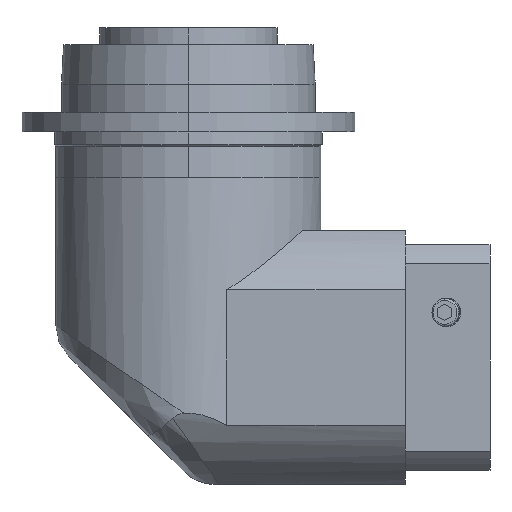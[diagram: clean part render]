
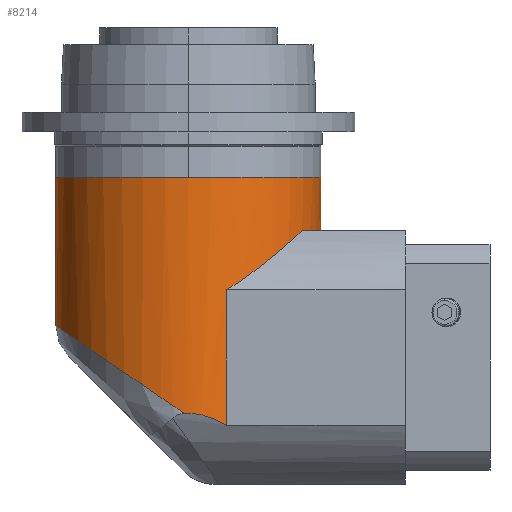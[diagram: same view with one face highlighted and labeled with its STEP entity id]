
A CAD part, left-side view. The second image highlights one B-rep face of the part: STEP entity #8214.
In plain terms, the highlighted cylindrical face has radius 47 mm (diameter 94 mm), a partial arc.
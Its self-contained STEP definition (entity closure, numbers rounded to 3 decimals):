
#244 = ORIENTED_EDGE ( 'NONE', *, *, #7656, .T. ) ;
#722 = CARTESIAN_POINT ( 'NONE',  ( -24., -40.41, -20. ) ) ;
#873 = CARTESIAN_POINT ( 'NONE',  ( -46.98, 1.38, -84.847 ) ) ;
#896 = CARTESIAN_POINT ( 'NONE',  ( -46.999, 0.722, -84.801 ) ) ;
#907 = CARTESIAN_POINT ( 'NONE',  ( -47.005, 0.06, -84.788 ) ) ;
#921 = CARTESIAN_POINT ( 'NONE',  ( -46.992, -0.942, -84.819 ) ) ;
#926 = CARTESIAN_POINT ( 'NONE',  ( -46.984, -1.277, -84.837 ) ) ;
#959 = CARTESIAN_POINT ( 'NONE',  ( -46.961, -1.941, -84.891 ) ) ;
#982 = CARTESIAN_POINT ( 'NONE',  ( -46.946, -2.271, -84.926 ) ) ;
#990 = CARTESIAN_POINT ( 'NONE',  ( -46.855, -3.91, -85.139 ) ) ;
#1011 = CARTESIAN_POINT ( 'NONE',  ( -46.73, -5.191, -85.433 ) ) ;
#1031 = CARTESIAN_POINT ( 'NONE',  ( -46.469, -7.076, -86.017 ) ) ;
#1050 = VERTEX_POINT ( 'NONE', #7269 ) ;
#1080 = CARTESIAN_POINT ( 'NONE',  ( -46.369, -7.7, -86.236 ) ) ;
#1086 = CARTESIAN_POINT ( 'NONE',  ( -46.149, -8.925, -86.71 ) ) ;
#1115 = CARTESIAN_POINT ( 'NONE',  ( -46.028, -9.526, -86.965 ) ) ;
#1136 = CARTESIAN_POINT ( 'NONE',  ( -45.637, -11.301, -87.773 ) ) ;
#1189 = VECTOR ( 'NONE', #5017, 1000. ) ;
#1254 = DIRECTION ( 'NONE',  ( 0., 0., -1. ) ) ;
#1297 = B_SPLINE_CURVE_WITH_KNOTS ( 'NONE', 3,
 ( #9268, #3467, #3534, #10020, #7466, #7658, #6887, #5827, #2332, #4224, #7696, #8460, #6135, #6992, #6846, #2875, #6236, #5895, #5067, #5360 ),
 .UNSPECIFIED., .F., .F.,
 ( 4, 2, 2, 2, 2, 2, 2, 2, 2, 4 ),
 ( 0.188, 0.198, 0.203, 0.206, 0.208, 0.213, 0.219, 0.221, 0.224, 0.229 ),
 .UNSPECIFIED. ) ;
#1312 = CARTESIAN_POINT ( 'NONE',  ( -45., -13.565, -89. ) ) ;
#1376 = CARTESIAN_POINT ( 'NONE',  ( -45.337, -12.447, -88.368 ) ) ;
#1883 = EDGE_CURVE ( 'NONE', #1932, #5316, #1297, .T. ) ;
#1889 = EDGE_CURVE ( 'NONE', #9119, #6964, #9053, .T. ) ;
#1932 = VERTEX_POINT ( 'NONE', #722 ) ;
#1984 = AXIS2_PLACEMENT_3D ( 'NONE', #2299, #3110, #9151 ) ;
#2036 = ORIENTED_EDGE ( 'NONE', *, *, #7313, .F. ) ;
#2271 = LINE ( 'NONE', #3545, #6228 ) ;
#2299 = CARTESIAN_POINT ( 'NONE',  ( 0., 0., -1. ) ) ;
#2332 = CARTESIAN_POINT ( 'NONE',  ( -36.727, -29.337, -29.609 ) ) ;
#2406 = CARTESIAN_POINT ( 'NONE',  ( -45., -13.565, -89. ) ) ;
#2409 = EDGE_CURVE ( 'NONE', #9977, #4111, #2435, .T. ) ;
#2435 =( BOUNDED_CURVE ( )  B_SPLINE_CURVE ( 3, ( #8046, #8930, #7184, #6518 ),
 .UNSPECIFIED., .F., .F. ) 
 B_SPLINE_CURVE_WITH_KNOTS ( ( 4, 4 ),
 ( 3.142, 4.683 ),
 .UNSPECIFIED. ) 
 CURVE ( )  GEOMETRIC_REPRESENTATION_ITEM ( )  RATIONAL_B_SPLINE_CURVE ( ( 1., 0.812, 0.812, 1. ) ) 
 REPRESENTATION_ITEM ( '' )  );
#2445 = CARTESIAN_POINT ( 'NONE',  ( -45., -13.565, -110. ) ) ;
#2455 = ORIENTED_EDGE ( 'NONE', *, *, #2409, .T. ) ;
#2532 = DIRECTION ( 'NONE',  ( 0., 0., 1. ) ) ;
#2875 = CARTESIAN_POINT ( 'NONE',  ( -42.967, -19.062, -37.52 ) ) ;
#2941 = EDGE_CURVE ( 'NONE', #1050, #1932, #4271, .T. ) ;
#2974 = DIRECTION ( 'NONE',  ( 1., 0., 0. ) ) ;
#3068 = VERTEX_POINT ( 'NONE', #2406 ) ;
#3092 = ORIENTED_EDGE ( 'NONE', *, *, #1883, .F. ) ;
#3110 = DIRECTION ( 'NONE',  ( 0., 0., -1. ) ) ;
#3467 = CARTESIAN_POINT ( 'NONE',  ( -26.67, -38.825, -21.424 ) ) ;
#3534 = CARTESIAN_POINT ( 'NONE',  ( -29.071, -37.046, -23.006 ) ) ;
#3535 = DIRECTION ( 'NONE',  ( 0., 0., -1. ) ) ;
#3545 = CARTESIAN_POINT ( 'NONE',  ( 0., 47., -110. ) ) ;
#4111 = VERTEX_POINT ( 'NONE', #4939 ) ;
#4123 = CARTESIAN_POINT ( 'NONE',  ( 0., -47., -110. ) ) ;
#4224 = CARTESIAN_POINT ( 'NONE',  ( -38.034, -27.648, -31. ) ) ;
#4271 = CIRCLE ( 'NONE', #10091, 47. ) ;
#4415 = DIRECTION ( 'NONE',  ( 0., 0., -1. ) ) ;
#4939 = CARTESIAN_POINT ( 'NONE',  ( -46.98, 1.38, -84.847 ) ) ;
#5017 = DIRECTION ( 'NONE',  ( 0., 0., -1. ) ) ;
#5067 = CARTESIAN_POINT ( 'NONE',  ( -44.568, -14.998, -40.19 ) ) ;
#5316 = VERTEX_POINT ( 'NONE', #8429 ) ;
#5360 = CARTESIAN_POINT ( 'NONE',  ( -45., -13.565, -41. ) ) ;
#5452 = AXIS2_PLACEMENT_3D ( 'NONE', #7551, #1254, #6779 ) ;
#5507 = CARTESIAN_POINT ( 'NONE',  ( 0., 0., -20. ) ) ;
#5693 = CYLINDRICAL_SURFACE ( 'NONE', #5452, 47. ) ;
#5827 = CARTESIAN_POINT ( 'NONE',  ( -36.277, -29.892, -29.147 ) ) ;
#5895 = CARTESIAN_POINT ( 'NONE',  ( -44.077, -16.38, -39.323 ) ) ;
#5941 = FACE_OUTER_BOUND ( 'NONE', #8163, .T. ) ;
#6135 = CARTESIAN_POINT ( 'NONE',  ( -41.072, -22.893, -34.745 ) ) ;
#6194 = CARTESIAN_POINT ( 'NONE',  ( 0., 47., -1. ) ) ;
#6228 = VECTOR ( 'NONE', #3535, 1000. ) ;
#6236 = CARTESIAN_POINT ( 'NONE',  ( -43.255, -18.399, -37.976 ) ) ;
#6514 = ORIENTED_EDGE ( 'NONE', *, *, #7066, .F. ) ;
#6518 = CARTESIAN_POINT ( 'NONE',  ( -46.98, 1.38, -84.847 ) ) ;
#6580 = EDGE_CURVE ( 'NONE', #3068, #5316, #10137, .T. ) ;
#6779 = DIRECTION ( 'NONE',  ( 0., 1., 0. ) ) ;
#6846 = CARTESIAN_POINT ( 'NONE',  ( -42.366, -20.363, -36.602 ) ) ;
#6887 = CARTESIAN_POINT ( 'NONE',  ( -35.346, -30.987, -28.229 ) ) ;
#6964 = VERTEX_POINT ( 'NONE', #6194 ) ;
#6992 = CARTESIAN_POINT ( 'NONE',  ( -42.052, -21.003, -36.139 ) ) ;
#7066 = EDGE_CURVE ( 'NONE', #9119, #1050, #7255, .T. ) ;
#7184 = CARTESIAN_POINT ( 'NONE',  ( -46.19, 28.264, -66.543 ) ) ;
#7255 = LINE ( 'NONE', #4123, #1189 ) ;
#7269 = CARTESIAN_POINT ( 'NONE',  ( 0., -47., -20. ) ) ;
#7313 = EDGE_CURVE ( 'NONE', #3068, #4111, #9394, .T. ) ;
#7394 = ORIENTED_EDGE ( 'NONE', *, *, #6580, .T. ) ;
#7466 = CARTESIAN_POINT ( 'NONE',  ( -33.385, -33.114, -26.423 ) ) ;
#7478 = CARTESIAN_POINT ( 'NONE',  ( 0., 47., -53.787 ) ) ;
#7551 = CARTESIAN_POINT ( 'NONE',  ( 0., 0., -110. ) ) ;
#7656 = EDGE_CURVE ( 'NONE', #6964, #9977, #2271, .T. ) ;
#7658 = CARTESIAN_POINT ( 'NONE',  ( -34.865, -31.528, -27.772 ) ) ;
#7666 = ORIENTED_EDGE ( 'NONE', *, *, #1889, .T. ) ;
#7696 = CARTESIAN_POINT ( 'NONE',  ( -38.848, -26.492, -31.935 ) ) ;
#7942 = CARTESIAN_POINT ( 'NONE',  ( 0., -47., -1. ) ) ;
#8046 = CARTESIAN_POINT ( 'NONE',  ( 0., 47., -53.787 ) ) ;
#8163 = EDGE_LOOP ( 'NONE', ( #6514, #7666, #244, #2455, #2036, #7394, #3092, #9964 ) ) ;
#8214 = ADVANCED_FACE ( 'NONE', ( #5941 ), #5693, .T. ) ;
#8253 = VECTOR ( 'NONE', #2532, 1000. ) ;
#8429 = CARTESIAN_POINT ( 'NONE',  ( -45., -13.565, -41. ) ) ;
#8460 = CARTESIAN_POINT ( 'NONE',  ( -40.367, -24.115, -33.807 ) ) ;
#8930 = CARTESIAN_POINT ( 'NONE',  ( -26.895, 47., -53.787 ) ) ;
#9053 = CIRCLE ( 'NONE', #1984, 47. ) ;
#9119 = VERTEX_POINT ( 'NONE', #7942 ) ;
#9151 = DIRECTION ( 'NONE',  ( 0., 1., 0. ) ) ;
#9268 = CARTESIAN_POINT ( 'NONE',  ( -24., -40.41, -20. ) ) ;
#9394 = B_SPLINE_CURVE_WITH_KNOTS ( 'NONE', 3,
 ( #1312, #1376, #1136, #1115, #1086, #1080, #1031, #1011, #990, #982, #959, #926, #921, #907, #896, #873 ),
 .UNSPECIFIED., .F., .F.,
 ( 4, 2, 2, 2, 2, 2, 2, 4 ),
 ( 0.04, 0.044, 0.046, 0.048, 0.052, 0.053, 0.054, 0.056 ),
 .UNSPECIFIED. ) ;
#9964 = ORIENTED_EDGE ( 'NONE', *, *, #2941, .F. ) ;
#9977 = VERTEX_POINT ( 'NONE', #7478 ) ;
#10020 = CARTESIAN_POINT ( 'NONE',  ( -32.348, -34.129, -25.547 ) ) ;
#10091 = AXIS2_PLACEMENT_3D ( 'NONE', #5507, #4415, #2974 ) ;
#10137 = LINE ( 'NONE', #2445, #8253 ) ;
